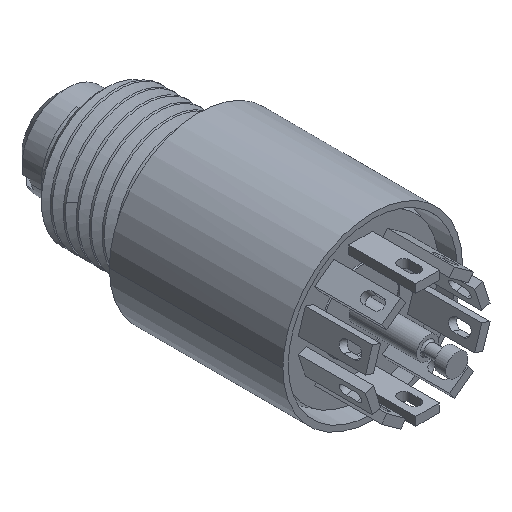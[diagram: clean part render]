
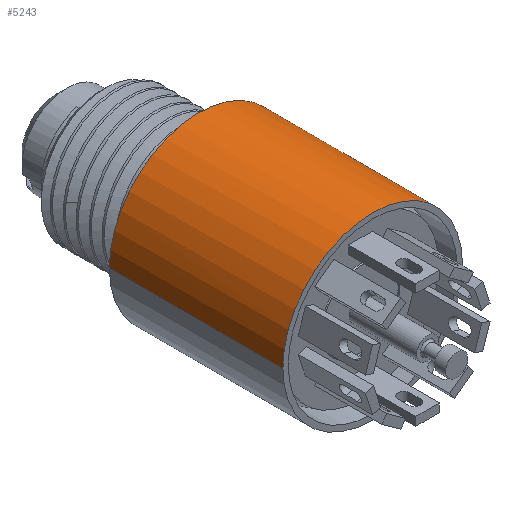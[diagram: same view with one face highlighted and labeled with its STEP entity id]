
A CAD part, isometric view. The second image highlights one B-rep face of the part: STEP entity #5243.
In plain terms, the highlighted cylindrical face has radius 6.35 mm (diameter 12.7 mm), a partial arc.
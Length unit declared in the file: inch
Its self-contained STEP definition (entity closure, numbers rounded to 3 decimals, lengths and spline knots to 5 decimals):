
#776=CARTESIAN_POINT('',(0.,-0.363,0.));
#777=DIRECTION('',(0.,-1.,0.));
#778=DIRECTION('',(1.,0.,0.));
#779=AXIS2_PLACEMENT_3D('',#776,#777,#778);
#781=DIRECTION('',(0.,1.,0.));
#782=VECTOR('',#781,0.423);
#783=CARTESIAN_POINT('',(0.25,-0.363,0.));
#784=LINE('',#783,#782);
#785=DIRECTION('',(0.,1.,0.));
#786=VECTOR('',#785,0.483);
#787=CARTESIAN_POINT('',(-0.25,-0.363,0.));
#788=LINE('',#787,#786);
#815=CARTESIAN_POINT('',(0.25,0.06,0.));
#816=CARTESIAN_POINT('',(0.25,0.08015,0.02015));
#817=CARTESIAN_POINT('',(0.2476,0.10015,
0.04015));
#818=CARTESIAN_POINT('',(0.24269,0.12,0.06));
#829=CARTESIAN_POINT('',(0.,0.12,0.));
#830=DIRECTION('',(0.,-1.,0.));
#831=DIRECTION('',(0.971,0.,0.24));
#832=AXIS2_PLACEMENT_3D('',#829,#830,#831);
#3336=CARTESIAN_POINT('',(-0.25,-0.363,0.));
#3337=CARTESIAN_POINT('',(-0.25,0.12,0.));
#3338=VERTEX_POINT('',#3336);
#3339=VERTEX_POINT('',#3337);
#3340=CARTESIAN_POINT('',(0.25,-0.363,0.));
#3341=VERTEX_POINT('',#3340);
#3342=CARTESIAN_POINT('',(0.25,0.06,0.));
#3343=VERTEX_POINT('',#3342);
#3344=CARTESIAN_POINT('',(0.24269,0.12,0.06));
#3345=VERTEX_POINT('',#3344);
#5227=CARTESIAN_POINT('',(0.,0.42975,0.));
#5228=DIRECTION('',(0.,-1.,0.));
#5229=DIRECTION('',(-1.,0.,0.));
#5230=AXIS2_PLACEMENT_3D('',#5227,#5228,#5229);
#5231=CYLINDRICAL_SURFACE('',#5230,0.25);
#5233=ORIENTED_EDGE('',*,*,#5232,.F.);
#5234=ORIENTED_EDGE('',*,*,#5209,.T.);
#5236=ORIENTED_EDGE('',*,*,#5235,.T.);
#5238=ORIENTED_EDGE('',*,*,#5237,.F.);
#5240=ORIENTED_EDGE('',*,*,#5239,.F.);
#5241=EDGE_LOOP('',(#5233,#5234,#5236,#5238,#5240));
#5242=FACE_OUTER_BOUND('',#5241,.F.);
#5243=ADVANCED_FACE('',(#5242),#5231,.T.);
#780=CIRCLE('',#779,0.25);
#819=B_SPLINE_CURVE_WITH_KNOTS('',3,(#815,#816,#817,#818),.UNSPECIFIED.,.F.,.F.,
(4,4),(0.,1.),.UNSPECIFIED.);
#833=CIRCLE('',#832,0.25);
#5209=EDGE_CURVE('',#3341,#3338,#780,.T.);
#5232=EDGE_CURVE('',#3341,#3343,#784,.T.);
#5235=EDGE_CURVE('',#3338,#3339,#788,.T.);
#5237=EDGE_CURVE('',#3345,#3339,#833,.T.);
#5239=EDGE_CURVE('',#3343,#3345,#819,.T.);
